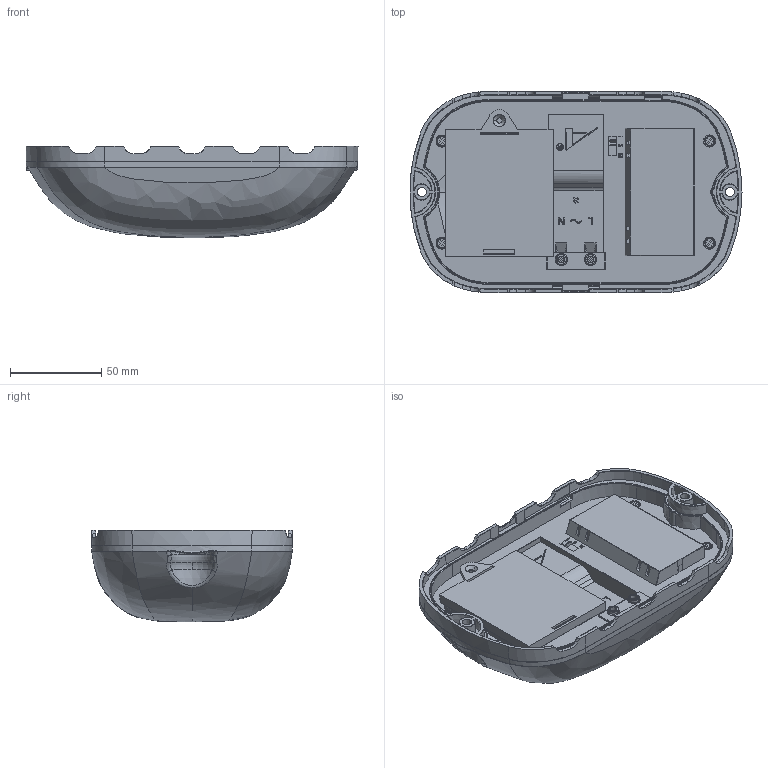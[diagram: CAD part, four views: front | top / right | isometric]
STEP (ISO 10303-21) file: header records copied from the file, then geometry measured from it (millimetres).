
FILE_DESCRIPTION (( 'STEP AP214' ), '1' );
FILE_NAME ('CA-7008Á.STEP', '2025-02-28T09:44:55', ( '' ), ( '' ), 'SwSTEP 2.0', 'SolidWorks 2021', '' );
FILE_SCHEMA (( 'AUTOMOTIVE_DESIGN' ));
Length unit declared in the file: millimetre
Products named in the file (1): CA-7008ﾁ
Bounding box: 182.15 x 110.3 x 50.1 mm (x, y, z)
Volume: 499017.1 mm3; surface area: 91983.9 mm2
Topology: 1 solids, 64 shells, 3200 faces, 8420 edges, 5339 vertices
Faces by surface type: plane 1306, bspline 806, cylinder 647, cone 201, torus 170, sphere 70
Entity records: 130616 total; most frequent: CARTESIAN_POINT 60656, ORIENTED_EDGE 16692, DIRECTION 11444, EDGE_CURVE 8346, VERTEX_POINT 5337, AXIS2_PLACEMENT_3D 3946, LINE 3552, VECTOR 3552
